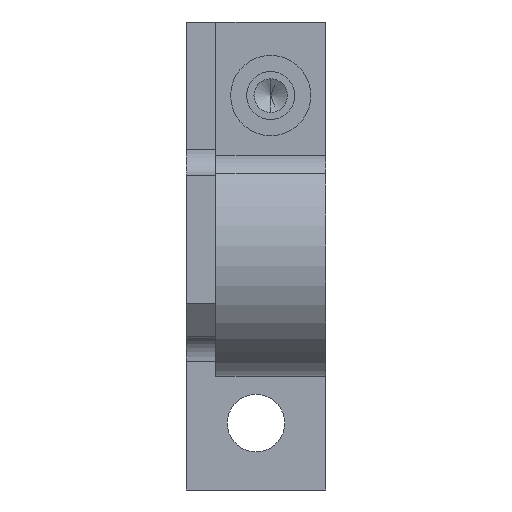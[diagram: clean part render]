
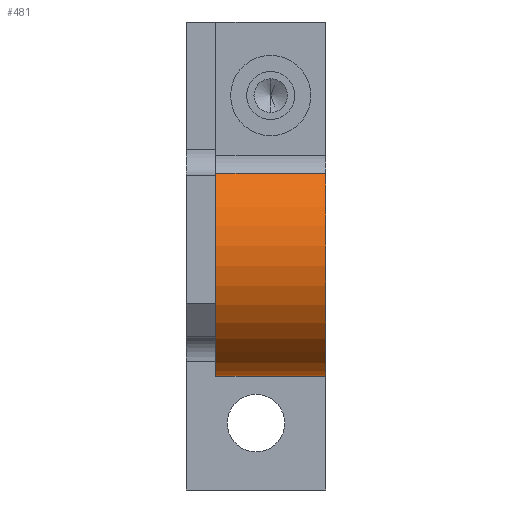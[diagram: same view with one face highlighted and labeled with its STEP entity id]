
A CAD part, left-side view. The second image highlights one B-rep face of the part: STEP entity #481.
In plain terms, the highlighted cylindrical face has radius 9 mm (diameter 18 mm), a partial arc.
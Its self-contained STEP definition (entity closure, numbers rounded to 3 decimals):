
#131 = VERTEX_POINT ( 'NONE', #631 ) ;
#132 = VERTEX_POINT ( 'NONE', #626 ) ;
#149 = EDGE_CURVE ( 'NONE', #131, #132, #581, .T. ) ;
#280 = ORIENTED_EDGE ( 'NONE', *, *, #281, .T. ) ;
#281 = EDGE_CURVE ( 'NONE', #477, #132, #950, .T. ) ;
#458 = EDGE_CURVE ( 'NONE', #459, #477, #1235, .T. ) ;
#459 = VERTEX_POINT ( 'NONE', #1230 ) ;
#477 = VERTEX_POINT ( 'NONE', #1246 ) ;
#481 = ADVANCED_FACE ( 'NONE', ( #1245 ), #1244, .T. ) ;
#482 = EDGE_LOOP ( 'NONE', ( #483, #484, #486, #280 ) ) ;
#483 = ORIENTED_EDGE ( 'NONE', *, *, #149, .F. ) ;
#484 = ORIENTED_EDGE ( 'NONE', *, *, #485, .T. ) ;
#485 = EDGE_CURVE ( 'NONE', #131, #459, #1221, .T. ) ;
#486 = ORIENTED_EDGE ( 'NONE', *, *, #458, .T. ) ;
#577 = DIRECTION ( 'NONE',  ( 0., 0., 1. ) ) ;
#578 = DIRECTION ( 'NONE',  ( 0., -1., 0. ) ) ;
#579 = CARTESIAN_POINT ( 'NONE',  ( -31.05, 0., 0. ) ) ;
#580 = AXIS2_PLACEMENT_3D ( 'NONE', #579, #578, #577 ) ;
#581 = CIRCLE ( 'NONE', #580, 9. ) ;
#626 = CARTESIAN_POINT ( 'NONE',  ( -22.634, 0., -3.19 ) ) ;
#631 = CARTESIAN_POINT ( 'NONE',  ( -37.595, 0., 6.177 ) ) ;
#947 = DIRECTION ( 'NONE',  ( 0., -1., 0. ) ) ;
#948 = VECTOR ( 'NONE', #947, 1000. ) ;
#949 = CARTESIAN_POINT ( 'NONE',  ( -22.634, 0., -3.19 ) ) ;
#950 = LINE ( 'NONE', #949, #948 ) ;
#1218 = DIRECTION ( 'NONE',  ( 0., 1., 0. ) ) ;
#1219 = VECTOR ( 'NONE', #1218, 1000. ) ;
#1220 = CARTESIAN_POINT ( 'NONE',  ( -37.595, 0., 6.177 ) ) ;
#1221 = LINE ( 'NONE', #1220, #1219 ) ;
#1230 = CARTESIAN_POINT ( 'NONE',  ( -37.595, 8.2, 6.177 ) ) ;
#1231 = DIRECTION ( 'NONE',  ( 0., 0., 1. ) ) ;
#1232 = DIRECTION ( 'NONE',  ( 0., -1., 0. ) ) ;
#1233 = CARTESIAN_POINT ( 'NONE',  ( -31.05, 8.2, 0. ) ) ;
#1234 = AXIS2_PLACEMENT_3D ( 'NONE', #1233, #1232, #1231 ) ;
#1235 = CIRCLE ( 'NONE', #1234, 9. ) ;
#1240 = DIRECTION ( 'NONE',  ( 0., 0., 1. ) ) ;
#1241 = DIRECTION ( 'NONE',  ( 0., 1., 0. ) ) ;
#1242 = CARTESIAN_POINT ( 'NONE',  ( -31.05, 0., 0. ) ) ;
#1243 = AXIS2_PLACEMENT_3D ( 'NONE', #1242, #1241, #1240 ) ;
#1244 = CYLINDRICAL_SURFACE ( 'NONE', #1243, 9. ) ;
#1245 = FACE_OUTER_BOUND ( 'NONE', #482, .T. ) ;
#1246 = CARTESIAN_POINT ( 'NONE',  ( -22.634, 8.2, -3.19 ) ) ;
